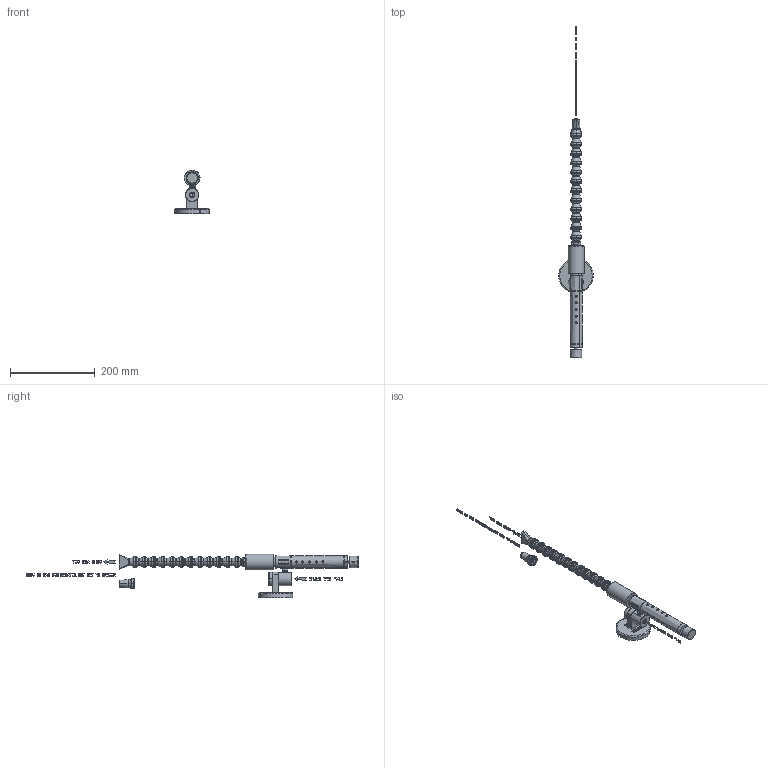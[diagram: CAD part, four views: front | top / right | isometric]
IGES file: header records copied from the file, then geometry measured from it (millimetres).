
Start section: START RECORD GO HERE.
Global section: file name: Adjustable Spot Cooler with SPH - Assy.igs; native system: DASSAULT SYSTEMES CATIA V5 R20 - www.3ds.com; preprocessor: CATIA Version 5 Release 20 ; author: Chirag Shah; organization: INTRITECH; date: 20190719.165636; units: millimetre
Bounding box: 81.48 x 785.03 x 103.7 mm (x, y, z)
Volume: 288279.1 mm3; surface area: 140234.8 mm2
Topology: 81 solids, 82 shells, 3083 faces, 8144 edges, 5130 vertices
Faces by surface type: plane 1976, revolution 808, bspline 153, extrusion 146
